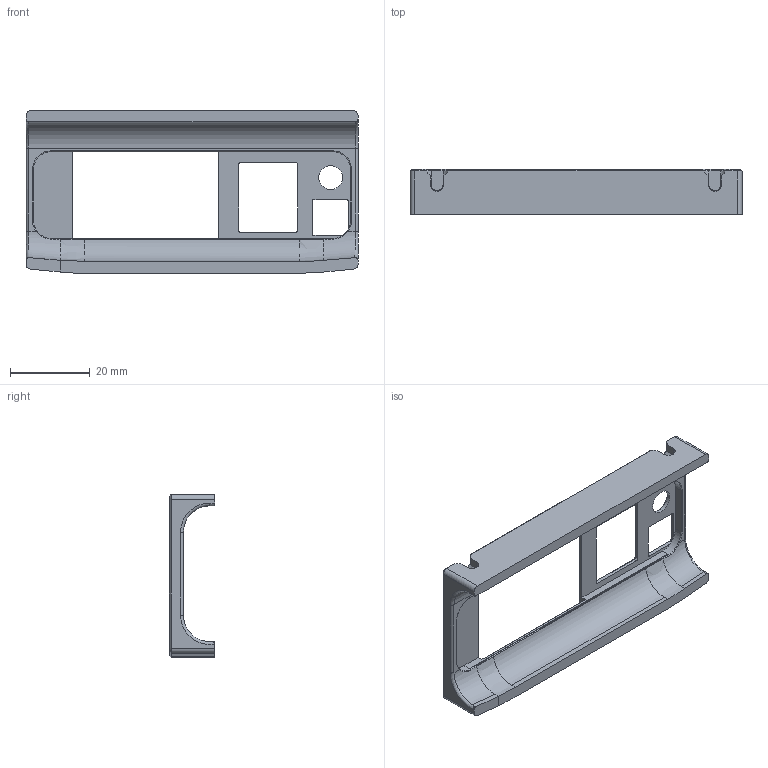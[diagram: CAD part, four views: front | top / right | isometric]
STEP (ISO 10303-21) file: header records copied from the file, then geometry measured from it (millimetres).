
FILE_DESCRIPTION(/* description */ (''),/* implementation_level */ '2;1');
FILE_NAME(/* name */ 'display_front_x1.step',/* time_stamp */ '2025-12-31T11:25:25-05:00',/* author */ (''),/* organization */ (''),/* preprocessor_version */ 'ST-DEVELOPER v20.1',/* originating_system */ 'Autodesk Translation Framework v14.21.0.0',/* authorisation */ '');
FILE_SCHEMA (('AUTOMOTIVE_DESIGN { 1 0 10303 214 3 1 1 }'));
Length unit declared in the file: millimetre
Products named in the file (1): display_front:1
Bounding box: 83.16 x 11.3 x 40.73 mm (x, y, z)
Volume: 10889.2 mm3; surface area: 8574.3 mm2
Topology: 1 solids, 2 shells, 226 faces, 586 edges, 368 vertices
Faces by surface type: plane 117, cylinder 50, cone 33, bspline 20, torus 6
Full cylindrical faces by diameter (mm): 1.2 x2, 4.6 x4, 6 x1
Entity records: 8685 total; most frequent: CARTESIAN_POINT 3143, ORIENTED_EDGE 1172, DIRECTION 1110, EDGE_CURVE 586, LINE 382, VECTOR 382, VERTEX_POINT 368, AXIS2_PLACEMENT_3D 364
